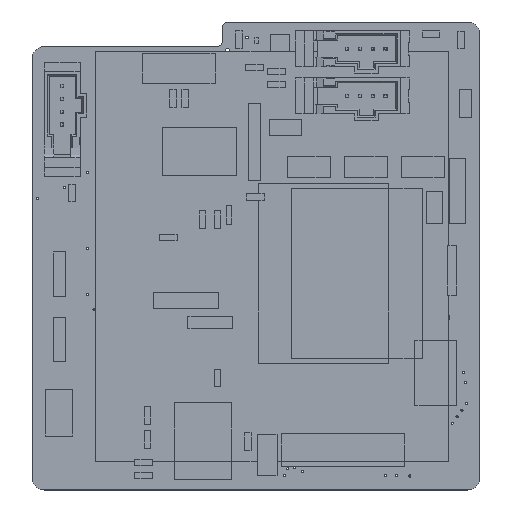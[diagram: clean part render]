
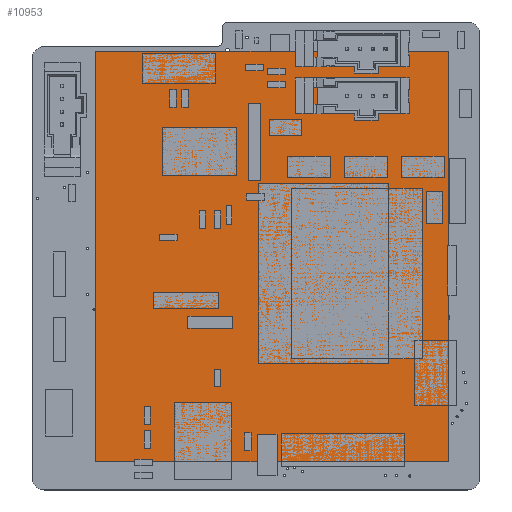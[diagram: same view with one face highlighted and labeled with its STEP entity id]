
A CAD part, top view. The second image highlights one B-rep face of the part: STEP entity #10953.
In plain terms, the highlighted planar face has unit normal (0, 0, 1).
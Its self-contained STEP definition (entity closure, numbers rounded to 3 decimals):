
#1118=PLANE('',#12276);
#1646=FACE_OUTER_BOUND('',#2580,.T.);
#2580=EDGE_LOOP('',(#9752,#9753,#9754,#9755));
#3488=LINE('',#18113,#4428);
#3491=LINE('',#18119,#4431);
#3494=LINE('',#18125,#4434);
#3497=LINE('',#18129,#4437);
#4428=VECTOR('',#15156,10.);
#4431=VECTOR('',#15161,10.);
#4434=VECTOR('',#15166,10.);
#4437=VECTOR('',#15171,10.);
#5750=VERTEX_POINT('',#18110);
#5751=VERTEX_POINT('',#18112);
#5753=VERTEX_POINT('',#18118);
#5755=VERTEX_POINT('',#18124);
#7086=EDGE_CURVE('',#5751,#5750,#3488,.T.);
#7089=EDGE_CURVE('',#5753,#5751,#3491,.T.);
#7092=EDGE_CURVE('',#5755,#5753,#3494,.T.);
#7095=EDGE_CURVE('',#5750,#5755,#3497,.T.);
#9752=ORIENTED_EDGE('',*,*,#7095,.T.);
#9753=ORIENTED_EDGE('',*,*,#7092,.T.);
#9754=ORIENTED_EDGE('',*,*,#7089,.T.);
#9755=ORIENTED_EDGE('',*,*,#7086,.T.);
#10953=ADVANCED_FACE('',(#1646),#1118,.T.);
#12276=AXIS2_PLACEMENT_3D('',#18130,#15172,#15173);
#15156=DIRECTION('',(-1.,0.,0.));
#15161=DIRECTION('',(0.,1.,0.));
#15166=DIRECTION('',(1.,0.,0.));
#15171=DIRECTION('',(0.,-1.,0.));
#15172=DIRECTION('center_axis',(0.,0.,1.));
#15173=DIRECTION('ref_axis',(1.,0.,0.));
#18110=CARTESIAN_POINT('',(0.452,55.5,0.1));
#18112=CARTESIAN_POINT('',(64.5,55.5,0.1));
#18113=CARTESIAN_POINT('',(64.5,55.5,0.1));
#18118=CARTESIAN_POINT('',(64.5,0.452,0.1));
#18119=CARTESIAN_POINT('',(64.5,0.452,0.1));
#18124=CARTESIAN_POINT('',(0.452,0.452,0.1));
#18125=CARTESIAN_POINT('',(0.452,0.452,0.1));
#18129=CARTESIAN_POINT('',(0.452,55.5,0.1));
#18130=CARTESIAN_POINT('Origin',(32.476,27.976,0.1));
